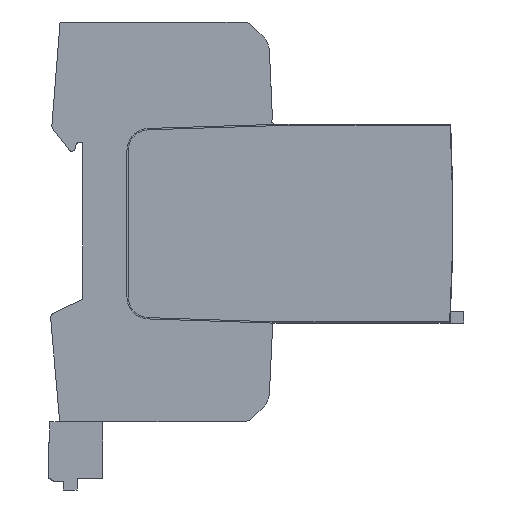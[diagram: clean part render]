
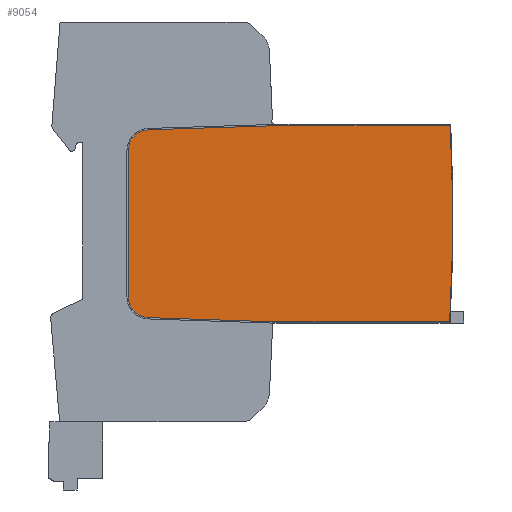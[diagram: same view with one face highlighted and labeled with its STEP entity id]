
A CAD part, left-side view. The second image highlights one B-rep face of the part: STEP entity #9054.
In plain terms, the highlighted planar face has unit normal (-1, 0, 0).
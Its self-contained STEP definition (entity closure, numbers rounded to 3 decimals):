
#2226=CARTESIAN_POINT('',(-45.,336.41,0.75));
#2227=DIRECTION('',(1.,0.,0.));
#2228=DIRECTION('',(0.,-0.999,0.05));
#2229=AXIS2_PLACEMENT_3D('',#2226,#2227,#2228);
#2231=DIRECTION('',(0.,1.,0.));
#2232=VECTOR('',#2231,39.924);
#2233=CARTESIAN_POINT('',(-45.,-78.838,-22.527));
#2234=LINE('',#2233,#2232);
#2235=DIRECTION('',(0.,0.999,0.033));
#2236=VECTOR('',#2235,28.085);
#2237=CARTESIAN_POINT('',(-45.,-38.914,
-22.527));
#2238=LINE('',#2237,#2236);
#2239=CARTESIAN_POINT('',(-45.,-11.,-16.9));
#2240=DIRECTION('',(-1.,0.,0.));
#2241=DIRECTION('',(0.,1.,0.));
#2242=AXIS2_PLACEMENT_3D('',#2239,#2240,#2241);
#2244=DIRECTION('',(0.,0.,1.));
#2245=VECTOR('',#2244,33.);
#2246=CARTESIAN_POINT('',(-45.,-6.3,-16.9));
#2247=LINE('',#2246,#2245);
#2248=CARTESIAN_POINT('',(-45.,-11.,16.1));
#2249=DIRECTION('',(-1.,0.,0.));
#2250=DIRECTION('',(0.,0.032,0.999));
#2251=AXIS2_PLACEMENT_3D('',#2248,#2249,#2250);
#2253=DIRECTION('',(0.,-0.999,0.032));
#2254=VECTOR('',#2253,28.08);
#2255=CARTESIAN_POINT('',(-45.,-10.849,20.798));
#2256=LINE('',#2255,#2254);
#2257=DIRECTION('',(0.,1.,0.));
#2258=VECTOR('',#2257,40.048);
#2259=CARTESIAN_POINT('',(-45.,-78.962,21.7));
#2260=LINE('',#2259,#2258);
#3556=CARTESIAN_POINT('',(-45.,-78.838,-22.527));
#3573=CARTESIAN_POINT('',(-45.,-78.962,21.7));
#6859=CARTESIAN_POINT('',(-45.,-38.914,
-22.527));
#6860=VERTEX_POINT('',#6859);
#6861=CARTESIAN_POINT('',(-45.,-10.844,-21.597));
#6862=VERTEX_POINT('',#6861);
#6863=CARTESIAN_POINT('',(-45.,-6.3,-16.9));
#6864=VERTEX_POINT('',#6863);
#6865=CARTESIAN_POINT('',(-45.,-6.3,16.1));
#6866=VERTEX_POINT('',#6865);
#6867=CARTESIAN_POINT('',(-45.,-10.849,20.798));
#6868=VERTEX_POINT('',#6867);
#6869=CARTESIAN_POINT('',(-45.,-38.914,
21.7));
#6870=VERTEX_POINT('',#6869);
#7173=VERTEX_POINT('',#3556);
#7174=VERTEX_POINT('',#3573);
#9031=CARTESIAN_POINT('',(-45.,0.,0.));
#9032=DIRECTION('',(1.,0.,0.));
#9033=DIRECTION('',(0.,1.,0.));
#9034=AXIS2_PLACEMENT_3D('',#9031,#9032,#9033);
#9035=PLANE('',#9034);
#9037=ORIENTED_EDGE('',*,*,#9036,.T.);
#9039=ORIENTED_EDGE('',*,*,#9038,.T.);
#9041=ORIENTED_EDGE('',*,*,#9040,.T.);
#9043=ORIENTED_EDGE('',*,*,#9042,.F.);
#9045=ORIENTED_EDGE('',*,*,#9044,.T.);
#9047=ORIENTED_EDGE('',*,*,#9046,.F.);
#9049=ORIENTED_EDGE('',*,*,#9048,.T.);
#9051=ORIENTED_EDGE('',*,*,#9050,.F.);
#9052=EDGE_LOOP('',(#9037,#9039,#9041,#9043,#9045,#9047,#9049,#9051));
#9053=FACE_OUTER_BOUND('',#9052,.F.);
#2230=CIRCLE('',#2229,415.9);
#2243=CIRCLE('',#2242,4.7);
#2252=CIRCLE('',#2251,4.7);
#9036=EDGE_CURVE('',#7174,#7173,#2230,.T.);
#9038=EDGE_CURVE('',#7173,#6860,#2234,.T.);
#9040=EDGE_CURVE('',#6860,#6862,#2238,.T.);
#9042=EDGE_CURVE('',#6864,#6862,#2243,.T.);
#9044=EDGE_CURVE('',#6864,#6866,#2247,.T.);
#9046=EDGE_CURVE('',#6868,#6866,#2252,.T.);
#9048=EDGE_CURVE('',#6868,#6870,#2256,.T.);
#9050=EDGE_CURVE('',#7174,#6870,#2260,.T.);
#9054=ADVANCED_FACE('',(#9053),#9035,.F.);
